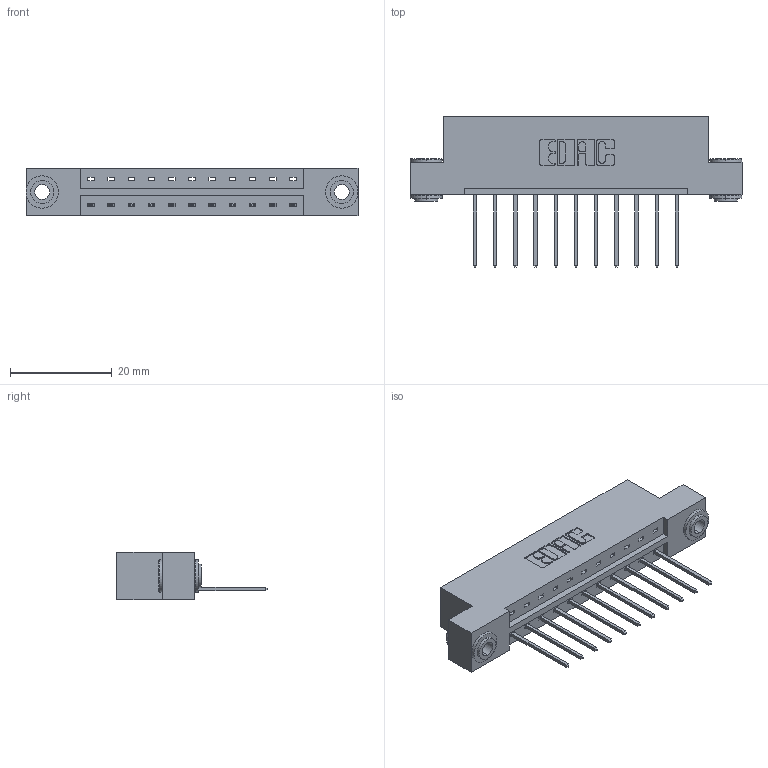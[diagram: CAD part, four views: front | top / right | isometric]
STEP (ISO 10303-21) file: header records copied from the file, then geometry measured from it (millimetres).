
FILE_DESCRIPTION (( 'STEP AP203' ), '1' );
FILE_NAME ('833-011-540-103.STEP', '2020-05-30T19:45:55', ( '' ), ( '' ), 'SwSTEP 2.0', 'SolidWorks 2020', '' );
FILE_SCHEMA (( 'CONFIG_CONTROL_DESIGN' ));
Length unit declared in the file: inch
Products named in the file (4): 345-292-001_345-293-140; 345-250-002_345-250-002-102; 833 Part_Flush - .156 Dia - TH; 833-011-540-103
Assembly tree (14 placements, depth 2):
  833-011-540-103
    833 Part_Flush - .156 Dia - TH
    345-292-001_345-293-140  x11
    345-250-002_345-250-002-102  x2
Bounding box: 65.13 x 29.47 x 9.4 mm (x, y, z)
Volume: 6321.2 mm3; surface area: 6975.2 mm2
Topology: 14 solids, 14 shells, 790 faces, 2323 edges, 1530 vertices
Faces by surface type: plane 542, cylinder 240, cone 8
Entity records: 11402 total; most frequent: CARTESIAN_POINT 1950, ORIENTED_EDGE 1890, DIRECTION 1741, EDGE_CURVE 945, LINE 793, VECTOR 793, VERTEX_POINT 626, AXIS2_PLACEMENT_3D 474
